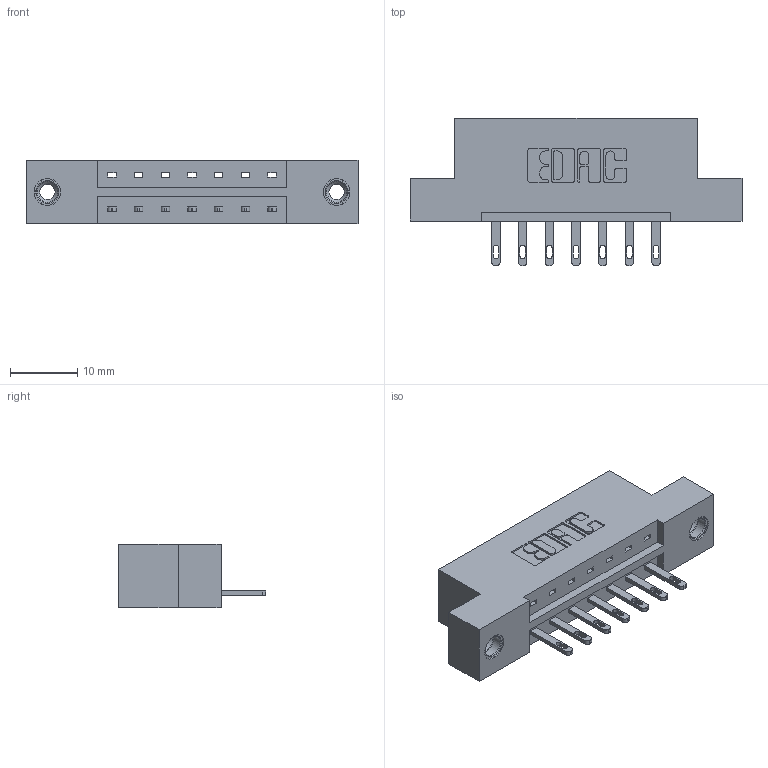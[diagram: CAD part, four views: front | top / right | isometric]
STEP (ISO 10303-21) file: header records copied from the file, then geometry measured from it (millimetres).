
FILE_DESCRIPTION (( 'STEP AP203' ), '1' );
FILE_NAME ('333-007-500-108.STEP', '2018-07-31T21:29:06', ( '' ), ( '' ), 'SwSTEP 2.0', 'SolidWorks 2016', '' );
FILE_SCHEMA (( 'CONFIG_CONTROL_DESIGN' ));
Length unit declared in the file: inch
Products named in the file (4): 333 Part_Flush - .156 Dia - TI; 345-292-001_345-293-100; 345-250-001_345-250-003-102; 333-007-500-108
Assembly tree (10 placements, depth 2):
  333-007-500-108
    333 Part_Flush - .156 Dia - TI
    345-292-001_345-293-100  x7
    345-250-001_345-250-003-102  x2
Bounding box: 49.28 x 21.85 x 9.4 mm (x, y, z)
Volume: 4655.4 mm3; surface area: 4850.8 mm2
Topology: 10 solids, 10 shells, 552 faces, 1623 edges, 1074 vertices
Faces by surface type: plane 354, cylinder 182, cone 12, torus 4
Entity records: 9922 total; most frequent: CARTESIAN_POINT 1698, ORIENTED_EDGE 1634, DIRECTION 1537, EDGE_CURVE 817, VECTOR 665, LINE 665, VERTEX_POINT 540, AXIS2_PLACEMENT_3D 436
